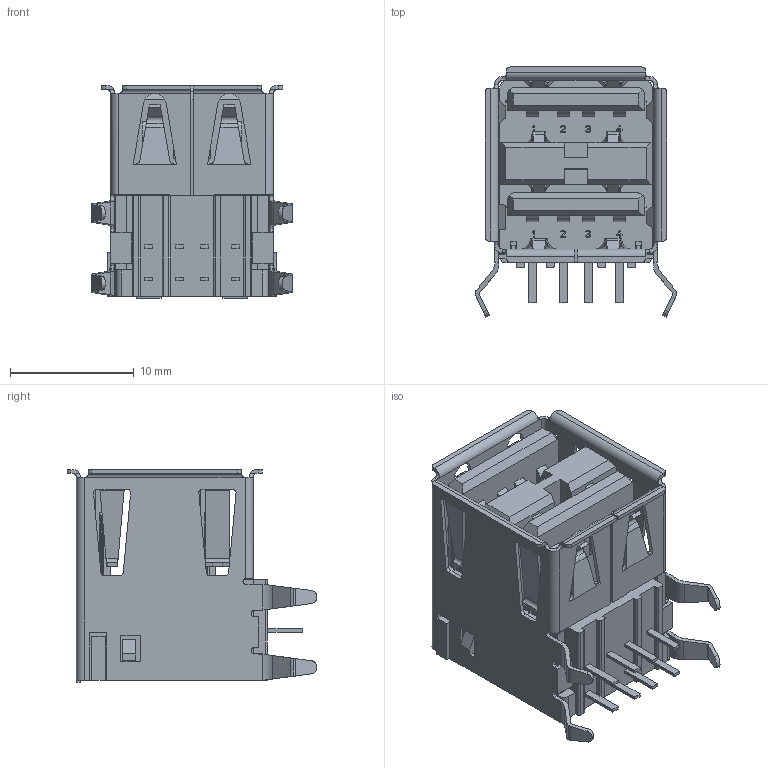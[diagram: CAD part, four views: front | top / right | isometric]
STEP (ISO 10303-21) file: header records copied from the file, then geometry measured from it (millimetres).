
FILE_DESCRIPTION(('STEP AP242'),'1');
FILE_NAME('5787617-4.stp','2022-07-29T10:40:24',('TraceParts'),('TraceParts S.A.'),'Spatial InterOp 3D',' ',' ');
FILE_SCHEMA(('AP242_MANAGED_MODEL_BASED_3D_ENGINEERING_MIM_LF {1 0 10303 442 1 1 4}'));
Length unit declared in the file: millimetre
Products named in the file (1): 5787617-4
Bounding box: 16.24 x 20.14 x 17.18 mm (x, y, z)
Volume: 2357.3 mm3; surface area: 3247.7 mm2
Topology: 1 solids, 1 shells, 869 faces, 2394 edges, 1546 vertices
Faces by surface type: plane 640, cylinder 179, bspline 50
Entity records: 29901 total; most frequent: CARTESIAN_POINT 8202, ORIENTED_EDGE 4788, DIRECTION 3984, EDGE_CURVE 2394, LINE 1960, VECTOR 1960, VERTEX_POINT 1546, AXIS2_PLACEMENT_3D 1012
